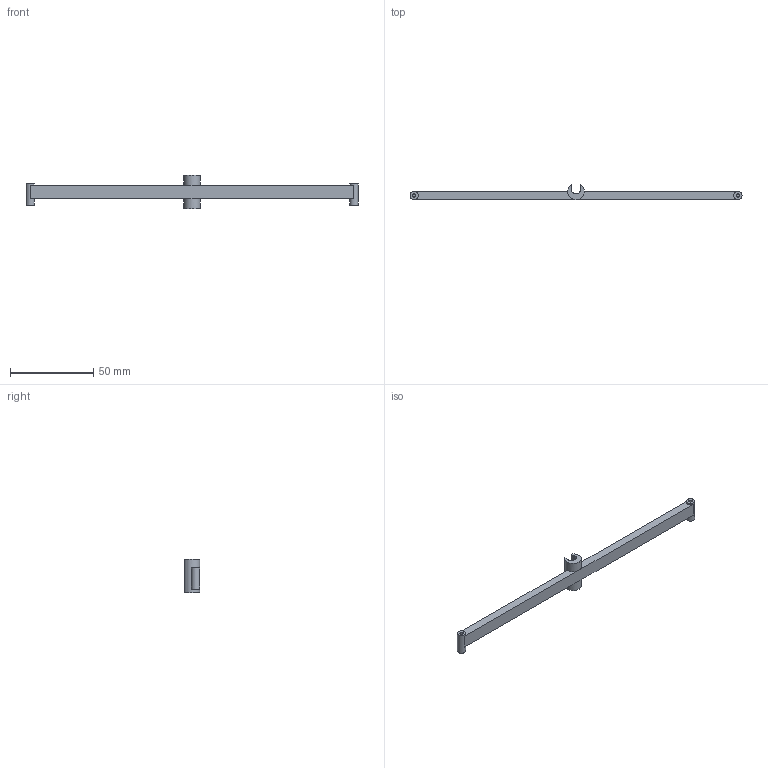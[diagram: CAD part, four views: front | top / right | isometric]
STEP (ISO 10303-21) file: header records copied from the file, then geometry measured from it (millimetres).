
FILE_DESCRIPTION(('Open CASCADE Model'),'2;1');
FILE_NAME('Open CASCADE Shape Model','2024-12-19T06:58:53',('Author'),( 'Open CASCADE'),'Open CASCADE STEP processor 7.7','Open CASCADE 7.7' ,'Unknown');
FILE_SCHEMA(('AUTOMOTIVE_DESIGN { 1 0 10303 214 1 1 1 1 }'));
Length unit declared in the file: millimetre
Products named in the file (1): SOLID
Bounding box: 200 x 9.18 x 20 mm (x, y, z)
Volume: 8706.9 mm3; surface area: 6122.1 mm2
Topology: 1 solids, 1 shells, 25 faces, 59 edges, 38 vertices
Faces by surface type: plane 17, cylinder 8
Full cylindrical faces by diameter (mm): 2 x2, 5 x1
Entity records: 1496 total; most frequent: CARTESIAN_POINT 251, DIRECTION 247, ORIENTED_EDGE 118, PCURVE 118, DEFINITIONAL_REPRESENTATION 118, LINE 113, VECTOR 113, EDGE_CURVE 59
